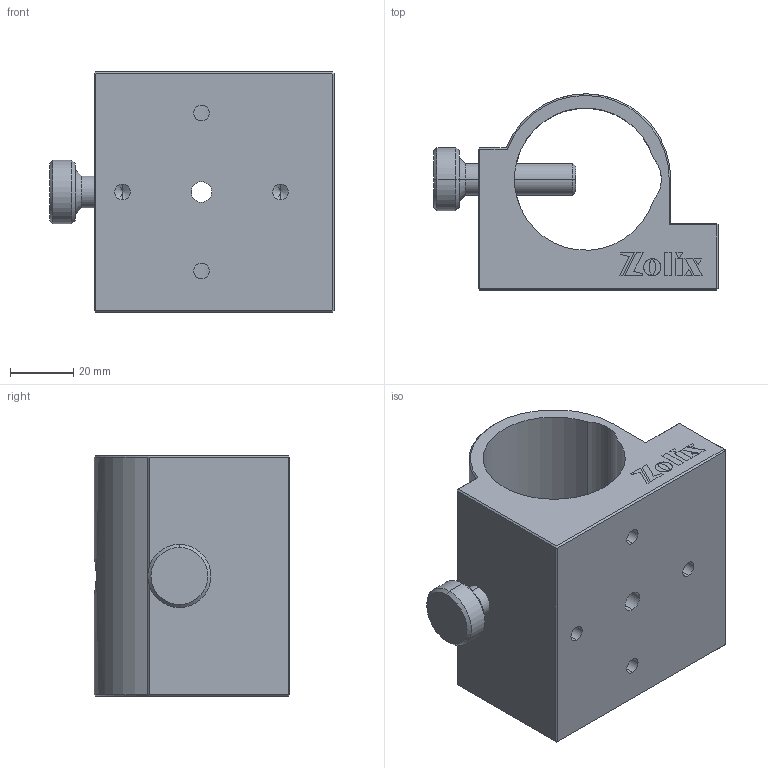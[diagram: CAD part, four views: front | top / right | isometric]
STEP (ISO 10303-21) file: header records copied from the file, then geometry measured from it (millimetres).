
FILE_DESCRIPTION (( 'STEP AP203' ), '1' );
FILE_NAME ('PHLM-2.STEP', '2022-07-19T07:54:20', ( '' ), ( '' ), 'SwSTEP 2.0', 'SolidWorks 2021', '' );
FILE_SCHEMA (( 'CONFIG_CONTROL_DESIGN' ));
Length unit declared in the file: millimetre
Products named in the file (1): PHLM-2
Bounding box: 90 x 62 x 76 mm (x, y, z)
Volume: 159322.7 mm3; surface area: 37373.5 mm2
Topology: 2 solids, 2 shells, 224 faces, 590 edges, 380 vertices
Faces by surface type: plane 186, cylinder 24, cone 14
Entity records: 7258 total; most frequent: CARTESIAN_POINT 1638, ORIENTED_EDGE 1172, DIRECTION 1068, EDGE_CURVE 586, LINE 526, VECTOR 526, VERTEX_POINT 380, AXIS2_PLACEMENT_3D 271
